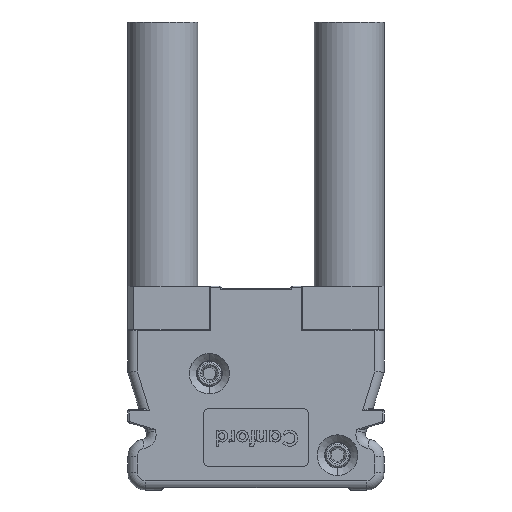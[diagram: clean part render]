
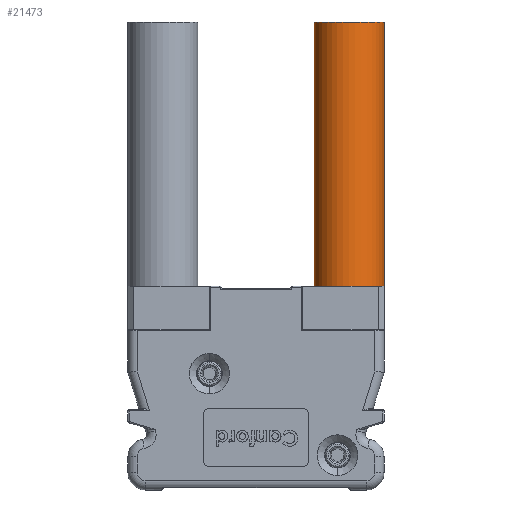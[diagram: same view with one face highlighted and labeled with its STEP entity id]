
A CAD part, front view. The second image highlights one B-rep face of the part: STEP entity #21473.
In plain terms, the highlighted cylindrical face has radius 3 mm (diameter 6 mm), a partial arc.
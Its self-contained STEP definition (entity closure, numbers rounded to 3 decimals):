
#619 = DIRECTION ( 'NONE',  ( -1., 0., 0. ) ) ;
#1302 = VERTEX_POINT ( 'NONE', #20768 ) ;
#1797 = CARTESIAN_POINT ( 'NONE',  ( -35.029, -29.815, 61.571 ) ) ;
#2618 = AXIS2_PLACEMENT_3D ( 'NONE', #22731, #16511, #619 ) ;
#2649 = VERTEX_POINT ( 'NONE', #13702 ) ;
#3956 = ORIENTED_EDGE ( 'NONE', *, *, #12237, .T. ) ;
#4347 = VERTEX_POINT ( 'NONE', #21024 ) ;
#4355 = AXIS2_PLACEMENT_3D ( 'NONE', #8640, #20187, #20701 ) ;
#6244 = ORIENTED_EDGE ( 'NONE', *, *, #11918, .F. ) ;
#7052 = CIRCLE ( 'NONE', #16328, 3. ) ;
#7977 = DIRECTION ( 'NONE',  ( -1., 0., 0. ) ) ;
#8510 = FACE_OUTER_BOUND ( 'NONE', #21187, .T. ) ;
#8640 = CARTESIAN_POINT ( 'NONE',  ( -38.029, -29.815, 61.571 ) ) ;
#9874 = DIRECTION ( 'NONE',  ( 0., 0., -1. ) ) ;
#10606 = CARTESIAN_POINT ( 'NONE',  ( -41.029, -29.815, 56.948 ) ) ;
#11918 = EDGE_CURVE ( 'NONE', #1302, #23692, #7052, .T. ) ;
#11935 = DIRECTION ( 'NONE',  ( 0., 0., -1. ) ) ;
#12237 = EDGE_CURVE ( 'NONE', #4347, #23692, #17111, .T. ) ;
#13702 = CARTESIAN_POINT ( 'NONE',  ( -35.029, -29.815, 79.648 ) ) ;
#14254 = VECTOR ( 'NONE', #16973, 1000. ) ;
#14337 = CYLINDRICAL_SURFACE ( 'NONE', #4355, 3. ) ;
#16328 = AXIS2_PLACEMENT_3D ( 'NONE', #25825, #11935, #7977 ) ;
#16511 = DIRECTION ( 'NONE',  ( 0., 0., -1. ) ) ;
#16973 = DIRECTION ( 'NONE',  ( 0., 0., -1. ) ) ;
#17111 = LINE ( 'NONE', #21353, #14254 ) ;
#19759 = EDGE_CURVE ( 'NONE', #2649, #4347, #24569, .T. ) ;
#20187 = DIRECTION ( 'NONE',  ( 0., 0., -1. ) ) ;
#20701 = DIRECTION ( 'NONE',  ( -1., 0., 0. ) ) ;
#20768 = CARTESIAN_POINT ( 'NONE',  ( -35.029, -29.815, 56.948 ) ) ;
#21024 = CARTESIAN_POINT ( 'NONE',  ( -41.029, -29.815, 79.648 ) ) ;
#21031 = EDGE_CURVE ( 'NONE', #2649, #1302, #21807, .T. ) ;
#21187 = EDGE_LOOP ( 'NONE', ( #22248, #21370, #3956, #6244 ) ) ;
#21353 = CARTESIAN_POINT ( 'NONE',  ( -41.029, -29.815, 61.571 ) ) ;
#21370 = ORIENTED_EDGE ( 'NONE', *, *, #19759, .T. ) ;
#21473 = ADVANCED_FACE ( 'NONE', ( #8510 ), #14337, .T. ) ;
#21807 = LINE ( 'NONE', #1797, #22920 ) ;
#22248 = ORIENTED_EDGE ( 'NONE', *, *, #21031, .F. ) ;
#22731 = CARTESIAN_POINT ( 'NONE',  ( -38.029, -29.815, 79.648 ) ) ;
#22920 = VECTOR ( 'NONE', #9874, 1000. ) ;
#23692 = VERTEX_POINT ( 'NONE', #10606 ) ;
#24569 = CIRCLE ( 'NONE', #2618, 3. ) ;
#25825 = CARTESIAN_POINT ( 'NONE',  ( -38.029, -29.815, 56.948 ) ) ;
